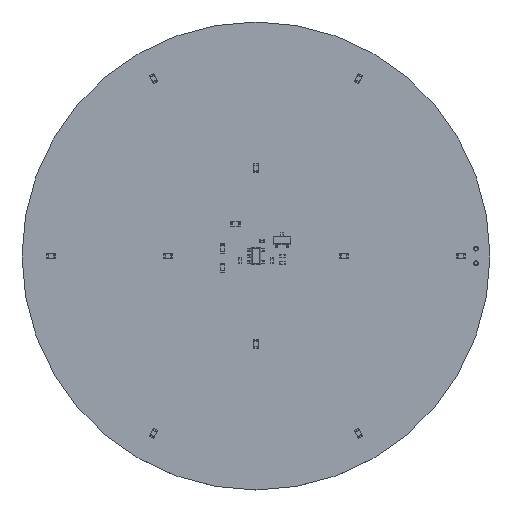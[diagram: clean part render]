
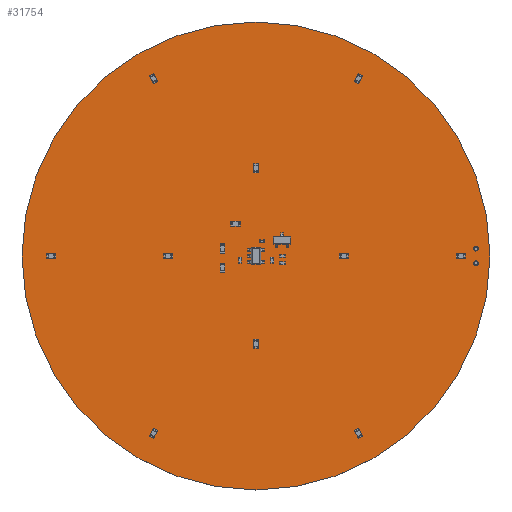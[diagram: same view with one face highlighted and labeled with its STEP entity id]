
A CAD part, top view. The second image highlights one B-rep face of the part: STEP entity #31754.
In plain terms, the highlighted planar face has unit normal (0, 0, 1).
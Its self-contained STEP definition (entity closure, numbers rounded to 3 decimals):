
#31607 = VERTEX_POINT('',#31608);
#31608 = CARTESIAN_POINT('',(40.,0.,1.6));
#31615 = CYLINDRICAL_SURFACE('',#31616,40.);
#31616 = AXIS2_PLACEMENT_3D('',#31617,#31618,#31619);
#31617 = CARTESIAN_POINT('',(0.,-0.,0.));
#31618 = DIRECTION('',(-0.,-0.,-1.));
#31619 = DIRECTION('',(1.,0.,-0.));
#31634 = EDGE_CURVE('',#31607,#31607,#31635,.T.);
#31635 = SURFACE_CURVE('',#31636,(#31641,#31648),.PCURVE_S1.);
#31636 = CIRCLE('',#31637,40.);
#31637 = AXIS2_PLACEMENT_3D('',#31638,#31639,#31640);
#31638 = CARTESIAN_POINT('',(0.,0.,1.6));
#31639 = DIRECTION('',(0.,0.,1.));
#31640 = DIRECTION('',(1.,0.,-0.));
#31641 = PCURVE('',#31615,#31642);
#31642 = DEFINITIONAL_REPRESENTATION('',(#31643),#31647);
#31643 = LINE('',#31644,#31645);
#31644 = CARTESIAN_POINT('',(-0.,-1.6));
#31645 = VECTOR('',#31646,1.);
#31646 = DIRECTION('',(-1.,0.));
#31647 = ( GEOMETRIC_REPRESENTATION_CONTEXT(2) 
PARAMETRIC_REPRESENTATION_CONTEXT() REPRESENTATION_CONTEXT('2D SPACE',''
  ) );
#31648 = PCURVE('',#31649,#31654);
#31649 = PLANE('',#31650);
#31650 = AXIS2_PLACEMENT_3D('',#31651,#31652,#31653);
#31651 = CARTESIAN_POINT('',(0.,0.,1.6)
  );
#31652 = DIRECTION('',(0.,0.,1.));
#31653 = DIRECTION('',(1.,0.,-0.));
#31654 = DEFINITIONAL_REPRESENTATION('',(#31655),#31659);
#31655 = CIRCLE('',#31656,40.);
#31656 = AXIS2_PLACEMENT_2D('',#31657,#31658);
#31657 = CARTESIAN_POINT('',(0.,0.));
#31658 = DIRECTION('',(1.,0.));
#31659 = ( GEOMETRIC_REPRESENTATION_CONTEXT(2) 
PARAMETRIC_REPRESENTATION_CONTEXT() REPRESENTATION_CONTEXT('2D SPACE',''
  ) );
#31712 = CYLINDRICAL_SURFACE('',#31713,0.4);
#31713 = AXIS2_PLACEMENT_3D('',#31714,#31715,#31716);
#31714 = CARTESIAN_POINT('',(37.595,-1.25,-0.8));
#31715 = DIRECTION('',(0.,0.,1.));
#31716 = DIRECTION('',(1.,0.,-0.));
#31743 = CYLINDRICAL_SURFACE('',#31744,0.4);
#31744 = AXIS2_PLACEMENT_3D('',#31745,#31746,#31747);
#31745 = CARTESIAN_POINT('',(37.595,1.25,-0.8));
#31746 = DIRECTION('',(0.,0.,1.));
#31747 = DIRECTION('',(1.,0.,-0.));
#31754 = ADVANCED_FACE('',(#31755,#31758,#31784),#31649,.T.);
#31755 = FACE_BOUND('',#31756,.T.);
#31756 = EDGE_LOOP('',(#31757));
#31757 = ORIENTED_EDGE('',*,*,#31634,.T.);
#31758 = FACE_BOUND('',#31759,.T.);
#31759 = EDGE_LOOP('',(#31760));
#31760 = ORIENTED_EDGE('',*,*,#31761,.F.);
#31761 = EDGE_CURVE('',#31762,#31762,#31764,.T.);
#31762 = VERTEX_POINT('',#31763);
#31763 = CARTESIAN_POINT('',(37.995,-1.25,1.6));
#31764 = SURFACE_CURVE('',#31765,(#31770,#31777),.PCURVE_S1.);
#31765 = CIRCLE('',#31766,0.4);
#31766 = AXIS2_PLACEMENT_3D('',#31767,#31768,#31769);
#31767 = CARTESIAN_POINT('',(37.595,-1.25,1.6));
#31768 = DIRECTION('',(0.,0.,1.));
#31769 = DIRECTION('',(1.,0.,-0.));
#31770 = PCURVE('',#31649,#31771);
#31771 = DEFINITIONAL_REPRESENTATION('',(#31772),#31776);
#31772 = CIRCLE('',#31773,0.4);
#31773 = AXIS2_PLACEMENT_2D('',#31774,#31775);
#31774 = CARTESIAN_POINT('',(37.595,-1.25));
#31775 = DIRECTION('',(1.,0.));
#31776 = ( GEOMETRIC_REPRESENTATION_CONTEXT(2) 
PARAMETRIC_REPRESENTATION_CONTEXT() REPRESENTATION_CONTEXT('2D SPACE',''
  ) );
#31777 = PCURVE('',#31712,#31778);
#31778 = DEFINITIONAL_REPRESENTATION('',(#31779),#31783);
#31779 = LINE('',#31780,#31781);
#31780 = CARTESIAN_POINT('',(0.,2.4));
#31781 = VECTOR('',#31782,1.);
#31782 = DIRECTION('',(1.,0.));
#31783 = ( GEOMETRIC_REPRESENTATION_CONTEXT(2) 
PARAMETRIC_REPRESENTATION_CONTEXT() REPRESENTATION_CONTEXT('2D SPACE',''
  ) );
#31784 = FACE_BOUND('',#31785,.T.);
#31785 = EDGE_LOOP('',(#31786));
#31786 = ORIENTED_EDGE('',*,*,#31787,.F.);
#31787 = EDGE_CURVE('',#31788,#31788,#31790,.T.);
#31788 = VERTEX_POINT('',#31789);
#31789 = CARTESIAN_POINT('',(37.995,1.25,1.6));
#31790 = SURFACE_CURVE('',#31791,(#31796,#31803),.PCURVE_S1.);
#31791 = CIRCLE('',#31792,0.4);
#31792 = AXIS2_PLACEMENT_3D('',#31793,#31794,#31795);
#31793 = CARTESIAN_POINT('',(37.595,1.25,1.6));
#31794 = DIRECTION('',(0.,0.,1.));
#31795 = DIRECTION('',(1.,0.,-0.));
#31796 = PCURVE('',#31649,#31797);
#31797 = DEFINITIONAL_REPRESENTATION('',(#31798),#31802);
#31798 = CIRCLE('',#31799,0.4);
#31799 = AXIS2_PLACEMENT_2D('',#31800,#31801);
#31800 = CARTESIAN_POINT('',(37.595,1.25));
#31801 = DIRECTION('',(1.,0.));
#31802 = ( GEOMETRIC_REPRESENTATION_CONTEXT(2) 
PARAMETRIC_REPRESENTATION_CONTEXT() REPRESENTATION_CONTEXT('2D SPACE',''
  ) );
#31803 = PCURVE('',#31743,#31804);
#31804 = DEFINITIONAL_REPRESENTATION('',(#31805),#31809);
#31805 = LINE('',#31806,#31807);
#31806 = CARTESIAN_POINT('',(0.,2.4));
#31807 = VECTOR('',#31808,1.);
#31808 = DIRECTION('',(1.,0.));
#31809 = ( GEOMETRIC_REPRESENTATION_CONTEXT(2) 
PARAMETRIC_REPRESENTATION_CONTEXT() REPRESENTATION_CONTEXT('2D SPACE',''
  ) );
